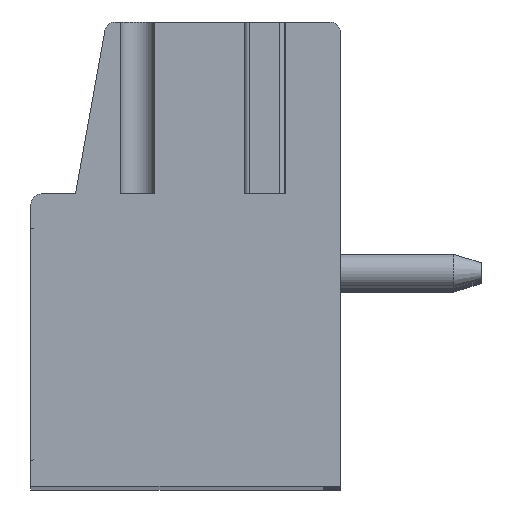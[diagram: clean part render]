
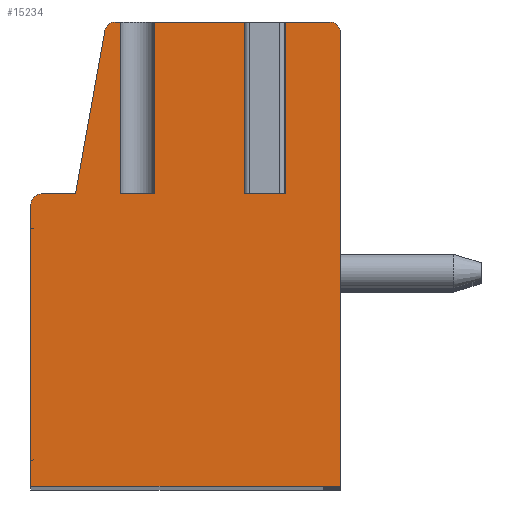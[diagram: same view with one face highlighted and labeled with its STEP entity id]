
A CAD part, top view. The second image highlights one B-rep face of the part: STEP entity #15234.
In plain terms, the highlighted planar face has unit normal (0, 0, 1).
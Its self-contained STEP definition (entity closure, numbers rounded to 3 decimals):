
#52=DIRECTION('',(1.,0.,0.));
#53=VECTOR('',#52,1.);
#54=CARTESIAN_POINT('',(-1.9,3.36,62.5));
#55=LINE('',#54,#53);
#56=DIRECTION('',(0.,1.,0.));
#57=VECTOR('',#56,5.);
#58=CARTESIAN_POINT('',(-0.9,3.36,62.5));
#59=LINE('',#58,#57);
#60=DIRECTION('',(-1.,0.,0.));
#61=VECTOR('',#60,2.8);
#62=CARTESIAN_POINT('',(1.9,8.36,62.5));
#63=LINE('',#62,#61);
#64=DIRECTION('',(0.,1.,0.));
#65=VECTOR('',#64,5.);
#66=CARTESIAN_POINT('',(1.9,3.36,62.5));
#67=LINE('',#66,#65);
#68=DIRECTION('',(1.,0.,0.));
#69=VECTOR('',#68,0.8);
#70=CARTESIAN_POINT('',(1.9,3.36,62.5));
#71=LINE('',#70,#69);
#72=DIRECTION('',(0.,1.,0.));
#73=VECTOR('',#72,5.);
#74=CARTESIAN_POINT('',(2.7,3.36,62.5));
#75=LINE('',#74,#73);
#76=DIRECTION('',(-1.,0.,0.));
#77=VECTOR('',#76,1.5);
#78=CARTESIAN_POINT('',(4.2,8.36,62.5));
#79=LINE('',#78,#77);
#80=CARTESIAN_POINT('',(4.2,8.06,62.5));
#81=DIRECTION('',(0.,0.,1.));
#82=DIRECTION('',(1.,0.,0.));
#83=AXIS2_PLACEMENT_3D('',#80,#81,#82);
#85=DIRECTION('',(0.,1.,0.));
#86=VECTOR('',#85,13.2);
#87=CARTESIAN_POINT('',(4.5,-5.14,62.5));
#88=LINE('',#87,#86);
#89=DIRECTION('',(1.,0.,0.));
#90=VECTOR('',#89,9.);
#91=CARTESIAN_POINT('',(-4.5,-5.14,62.5));
#92=LINE('',#91,#90);
#93=DIRECTION('',(0.,-1.,0.));
#94=VECTOR('',#93,8.2);
#95=CARTESIAN_POINT('',(-4.5,3.06,62.5));
#96=LINE('',#95,#94);
#97=CARTESIAN_POINT('',(-4.2,3.06,62.5));
#98=DIRECTION('',(0.,0.,1.));
#99=DIRECTION('',(0.,1.,0.));
#100=AXIS2_PLACEMENT_3D('',#97,#98,#99);
#102=DIRECTION('',(-1.,0.,0.));
#103=VECTOR('',#102,1.);
#104=CARTESIAN_POINT('',(-3.2,3.36,62.5));
#105=LINE('',#104,#103);
#106=DIRECTION('',(-0.177,-0.984,0.));
#107=VECTOR('',#106,4.829);
#108=CARTESIAN_POINT('',(-2.345,8.113,62.5));
#109=LINE('',#108,#107);
#110=CARTESIAN_POINT('',(-2.05,8.06,62.5));
#111=DIRECTION('',(0.,0.,1.));
#112=DIRECTION('',(0.,1.,0.));
#113=AXIS2_PLACEMENT_3D('',#110,#111,#112);
#115=DIRECTION('',(-1.,0.,0.));
#116=VECTOR('',#115,0.15);
#117=CARTESIAN_POINT('',(-1.9,8.36,62.5));
#118=LINE('',#117,#116);
#119=DIRECTION('',(0.,1.,0.));
#120=VECTOR('',#119,5.);
#121=CARTESIAN_POINT('',(-1.9,3.36,62.5));
#122=LINE('',#121,#120);
#11812=CARTESIAN_POINT('',(4.5,-5.14,62.5));
#11813=CARTESIAN_POINT('',(4.5,8.06,62.5));
#11814=VERTEX_POINT('',#11812);
#11815=VERTEX_POINT('',#11813);
#11816=CARTESIAN_POINT('',(4.2,8.36,62.5));
#11817=VERTEX_POINT('',#11816);
#11818=CARTESIAN_POINT('',(-2.05,8.36,62.5));
#11819=CARTESIAN_POINT('',(-2.345,8.113,62.5));
#11820=VERTEX_POINT('',#11818);
#11821=VERTEX_POINT('',#11819);
#11822=CARTESIAN_POINT('',(-3.2,3.36,62.5));
#11823=VERTEX_POINT('',#11822);
#11824=CARTESIAN_POINT('',(-4.2,3.36,62.5));
#11825=VERTEX_POINT('',#11824);
#11826=CARTESIAN_POINT('',(-4.5,3.06,62.5));
#11827=VERTEX_POINT('',#11826);
#11828=CARTESIAN_POINT('',(-4.5,-5.14,62.5));
#11829=VERTEX_POINT('',#11828);
#12117=CARTESIAN_POINT('',(1.9,3.36,62.5));
#12118=CARTESIAN_POINT('',(2.7,3.36,62.5));
#12119=VERTEX_POINT('',#12117);
#12120=VERTEX_POINT('',#12118);
#12121=CARTESIAN_POINT('',(2.7,8.36,62.5));
#12122=VERTEX_POINT('',#12121);
#12123=CARTESIAN_POINT('',(1.9,8.36,62.5));
#12124=VERTEX_POINT('',#12123);
#12145=CARTESIAN_POINT('',(-1.9,3.36,62.5));
#12146=CARTESIAN_POINT('',(-0.9,3.36,62.5));
#12147=VERTEX_POINT('',#12145);
#12148=VERTEX_POINT('',#12146);
#12149=CARTESIAN_POINT('',(-0.9,8.36,62.5));
#12150=VERTEX_POINT('',#12149);
#12151=CARTESIAN_POINT('',(-1.9,8.36,62.5));
#12152=VERTEX_POINT('',#12151);
#15193=CARTESIAN_POINT('',(0.,0.,62.5));
#15194=DIRECTION('',(0.,0.,1.));
#15195=DIRECTION('',(1.,0.,0.));
#15196=AXIS2_PLACEMENT_3D('',#15193,#15194,#15195);
#15197=PLANE('',#15196);
#15199=ORIENTED_EDGE('',*,*,#15198,.T.);
#15201=ORIENTED_EDGE('',*,*,#15200,.T.);
#15203=ORIENTED_EDGE('',*,*,#15202,.F.);
#15205=ORIENTED_EDGE('',*,*,#15204,.F.);
#15207=ORIENTED_EDGE('',*,*,#15206,.T.);
#15209=ORIENTED_EDGE('',*,*,#15208,.T.);
#15211=ORIENTED_EDGE('',*,*,#15210,.F.);
#15213=ORIENTED_EDGE('',*,*,#15212,.F.);
#15215=ORIENTED_EDGE('',*,*,#15214,.F.);
#15217=ORIENTED_EDGE('',*,*,#15216,.F.);
#15219=ORIENTED_EDGE('',*,*,#15218,.F.);
#15221=ORIENTED_EDGE('',*,*,#15220,.F.);
#15223=ORIENTED_EDGE('',*,*,#15222,.F.);
#15225=ORIENTED_EDGE('',*,*,#15224,.F.);
#15227=ORIENTED_EDGE('',*,*,#15226,.F.);
#15229=ORIENTED_EDGE('',*,*,#15228,.F.);
#15231=ORIENTED_EDGE('',*,*,#15230,.F.);
#15232=EDGE_LOOP('',(#15199,#15201,#15203,#15205,#15207,#15209,#15211,#15213,
#15215,#15217,#15219,#15221,#15223,#15225,#15227,#15229,#15231));
#15233=FACE_OUTER_BOUND('',#15232,.F.);
#84=CIRCLE('',#83,0.3);
#101=CIRCLE('',#100,0.3);
#114=CIRCLE('',#113,0.3);
#15198=EDGE_CURVE('',#12147,#12148,#55,.T.);
#15200=EDGE_CURVE('',#12148,#12150,#59,.T.);
#15202=EDGE_CURVE('',#12124,#12150,#63,.T.);
#15204=EDGE_CURVE('',#12119,#12124,#67,.T.);
#15206=EDGE_CURVE('',#12119,#12120,#71,.T.);
#15208=EDGE_CURVE('',#12120,#12122,#75,.T.);
#15210=EDGE_CURVE('',#11817,#12122,#79,.T.);
#15212=EDGE_CURVE('',#11815,#11817,#84,.T.);
#15214=EDGE_CURVE('',#11814,#11815,#88,.T.);
#15216=EDGE_CURVE('',#11829,#11814,#92,.T.);
#15218=EDGE_CURVE('',#11827,#11829,#96,.T.);
#15220=EDGE_CURVE('',#11825,#11827,#101,.T.);
#15222=EDGE_CURVE('',#11823,#11825,#105,.T.);
#15224=EDGE_CURVE('',#11821,#11823,#109,.T.);
#15226=EDGE_CURVE('',#11820,#11821,#114,.T.);
#15228=EDGE_CURVE('',#12152,#11820,#118,.T.);
#15230=EDGE_CURVE('',#12147,#12152,#122,.T.);
#15234=ADVANCED_FACE('',(#15233),#15197,.T.);
